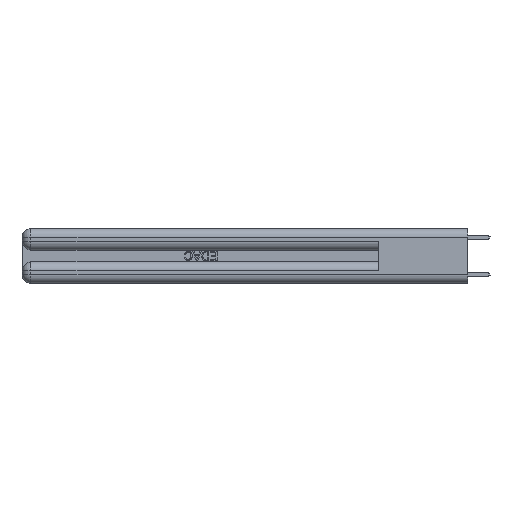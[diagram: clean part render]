
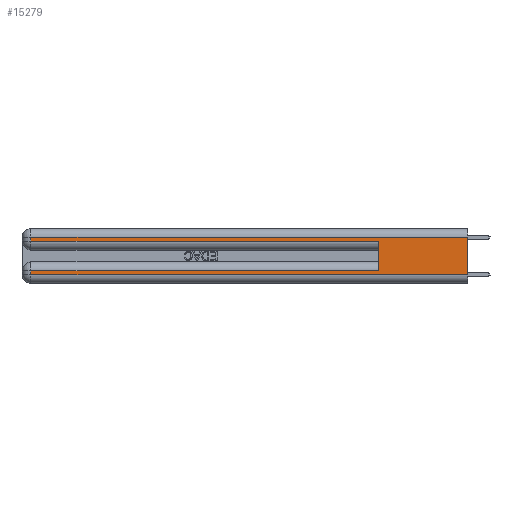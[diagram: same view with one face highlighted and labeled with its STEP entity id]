
A CAD part, left-side view. The second image highlights one B-rep face of the part: STEP entity #15279.
In plain terms, the highlighted planar face has unit normal (-1, 0, 0).
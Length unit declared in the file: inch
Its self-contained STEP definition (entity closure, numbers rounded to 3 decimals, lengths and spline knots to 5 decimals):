
#44 = VERTEX_POINT ( 'NONE', #3450 ) ;
#111 = EDGE_CURVE ( 'NONE', #12468, #19676, #29782, .T. ) ;
#1240 = LINE ( 'NONE', #17296, #23523 ) ;
#2081 = VECTOR ( 'NONE', #23469, 39.37008 ) ;
#2638 = ORIENTED_EDGE ( 'NONE', *, *, #111, .F. ) ;
#2703 = VECTOR ( 'NONE', #3561, 39.37008 ) ;
#3016 = ORIENTED_EDGE ( 'NONE', *, *, #16845, .T. ) ;
#3066 = CARTESIAN_POINT ( 'NONE',  ( 0., 0., 0.285 ) ) ;
#3450 = CARTESIAN_POINT ( 'NONE',  ( 0., 2.94, 0.285 ) ) ;
#3561 = DIRECTION ( 'NONE',  ( 0., -1., 0. ) ) ;
#4139 = CARTESIAN_POINT ( 'NONE',  ( 0., 0., 0.31 ) ) ;
#4206 = ORIENTED_EDGE ( 'NONE', *, *, #27754, .T. ) ;
#4342 = CARTESIAN_POINT ( 'NONE',  ( 0., 0.6, 0.285 ) ) ;
#5498 = DIRECTION ( 'NONE',  ( 0., 0., -1. ) ) ;
#6955 = CARTESIAN_POINT ( 'NONE',  ( 0., 0., 0.37 ) ) ;
#7786 = DIRECTION ( 'NONE',  ( 0., 0., -1. ) ) ;
#8785 = EDGE_CURVE ( 'NONE', #29527, #15392, #27857, .T. ) ;
#9226 = CARTESIAN_POINT ( 'NONE',  ( 0., 2.94, 0.37 ) ) ;
#10039 = ORIENTED_EDGE ( 'NONE', *, *, #8785, .T. ) ;
#11860 = EDGE_CURVE ( 'NONE', #20629, #28390, #23205, .T. ) ;
#12054 = CARTESIAN_POINT ( 'NONE',  ( 0., 2.94, 0.085 ) ) ;
#12468 = VERTEX_POINT ( 'NONE', #19030 ) ;
#12584 = ORIENTED_EDGE ( 'NONE', *, *, #30057, .T. ) ;
#12777 = ORIENTED_EDGE ( 'NONE', *, *, #18854, .F. ) ;
#12907 = CARTESIAN_POINT ( 'NONE',  ( 0., 0., 0.31 ) ) ;
#12955 = VECTOR ( 'NONE', #28622, 39.37008 ) ;
#14052 = DIRECTION ( 'NONE',  ( 0., 1., 0. ) ) ;
#14527 = EDGE_LOOP ( 'NONE', ( #12777, #10039, #17210, #3016, #2638, #4206, #12584, #16798 ) ) ;
#15047 = PLANE ( 'NONE',  #17374 ) ;
#15279 = ADVANCED_FACE ( 'NONE', ( #19755 ), #15047, .F. ) ;
#15392 = VERTEX_POINT ( 'NONE', #30040 ) ;
#16798 = ORIENTED_EDGE ( 'NONE', *, *, #11860, .T. ) ;
#16845 = EDGE_CURVE ( 'NONE', #44, #19676, #22253, .T. ) ;
#17113 = VECTOR ( 'NONE', #14052, 39.37008 ) ;
#17210 = ORIENTED_EDGE ( 'NONE', *, *, #21990, .T. ) ;
#17296 = CARTESIAN_POINT ( 'NONE',  ( 0., 2.94, 0.37 ) ) ;
#17374 = AXIS2_PLACEMENT_3D ( 'NONE', #21819, #29298, #7786 ) ;
#18160 = CARTESIAN_POINT ( 'NONE',  ( 0., 0., 0.06 ) ) ;
#18835 = LINE ( 'NONE', #9226, #29247 ) ;
#18854 = EDGE_CURVE ( 'NONE', #29527, #28390, #30806, .T. ) ;
#19030 = CARTESIAN_POINT ( 'NONE',  ( 0., 0.6, 0.085 ) ) ;
#19676 = VERTEX_POINT ( 'NONE', #4342 ) ;
#19755 = FACE_OUTER_BOUND ( 'NONE', #14527, .T. ) ;
#20629 = VERTEX_POINT ( 'NONE', #29042 ) ;
#21819 = CARTESIAN_POINT ( 'NONE',  ( 0., 0., 0.37 ) ) ;
#21847 = CARTESIAN_POINT ( 'NONE',  ( 0., 0., 0.06 ) ) ;
#21990 = EDGE_CURVE ( 'NONE', #15392, #44, #1240, .T. ) ;
#22253 = LINE ( 'NONE', #3066, #27379 ) ;
#22331 = DIRECTION ( 'NONE',  ( 0., 0., 1. ) ) ;
#22966 = VECTOR ( 'NONE', #22331, 39.37008 ) ;
#22995 = LINE ( 'NONE', #28450, #2081 ) ;
#23205 = LINE ( 'NONE', #18160, #2703 ) ;
#23469 = DIRECTION ( 'NONE',  ( 0., 1., 0. ) ) ;
#23523 = VECTOR ( 'NONE', #5498, 39.37008 ) ;
#24666 = CARTESIAN_POINT ( 'NONE',  ( 0., 0.6, 0.145 ) ) ;
#25567 = DIRECTION ( 'NONE',  ( 0., 0., -1. ) ) ;
#26799 = DIRECTION ( 'NONE',  ( 0., -1., 0. ) ) ;
#27186 = VERTEX_POINT ( 'NONE', #12054 ) ;
#27379 = VECTOR ( 'NONE', #26799, 39.37008 ) ;
#27754 = EDGE_CURVE ( 'NONE', #12468, #27186, #22995, .T. ) ;
#27857 = LINE ( 'NONE', #4139, #17113 ) ;
#28390 = VERTEX_POINT ( 'NONE', #21847 ) ;
#28450 = CARTESIAN_POINT ( 'NONE',  ( 0., 0., 0.085 ) ) ;
#28622 = DIRECTION ( 'NONE',  ( 0., 0., -1. ) ) ;
#29042 = CARTESIAN_POINT ( 'NONE',  ( 0., 2.94, 0.06 ) ) ;
#29247 = VECTOR ( 'NONE', #25567, 39.37008 ) ;
#29298 = DIRECTION ( 'NONE',  ( 1., 0., 0. ) ) ;
#29527 = VERTEX_POINT ( 'NONE', #12907 ) ;
#29782 = LINE ( 'NONE', #24666, #22966 ) ;
#30040 = CARTESIAN_POINT ( 'NONE',  ( 0., 2.94, 0.31 ) ) ;
#30057 = EDGE_CURVE ( 'NONE', #27186, #20629, #18835, .T. ) ;
#30806 = LINE ( 'NONE', #6955, #12955 ) ;
